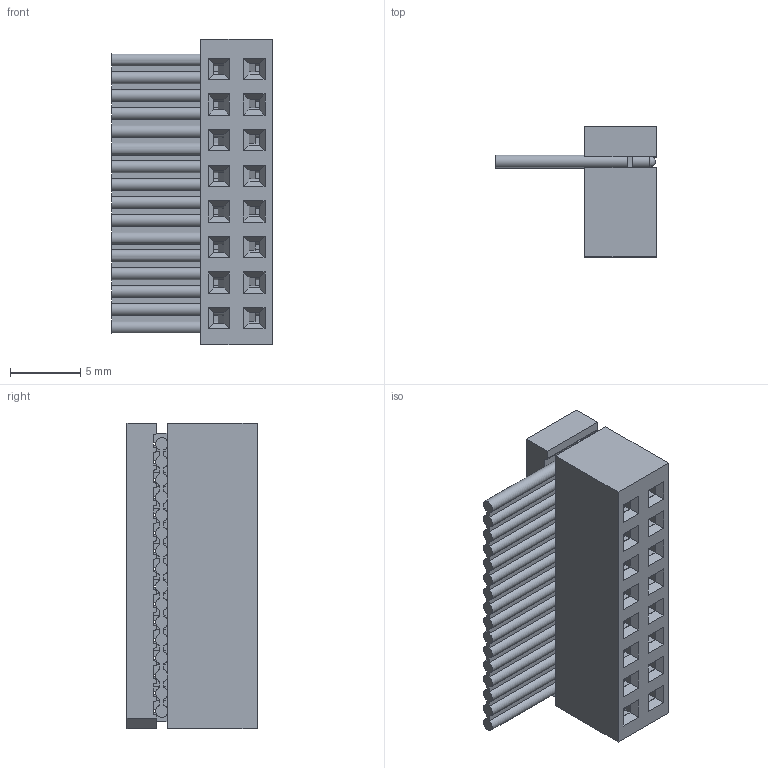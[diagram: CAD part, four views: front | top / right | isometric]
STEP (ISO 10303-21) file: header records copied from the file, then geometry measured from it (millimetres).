
FILE_DESCRIPTION(/* description */ ('STEP AP242','CAx-IF Rec.Pracs.---Representation and Presentation of Product Manufacturing Information (PMI)---4.0---2014-10-13','CAx-IF Rec.Pracs.---3D Tessellated Geometry---0.4---2014-09-14','2;1'),/* implementation_level */ '2;1');
FILE_NAME(/* name */ '63bde380a27027798d91d1e0',/* time_stamp */ '2023-01-10T22:15:30+00:00',/* author */ (''),/* organization */ (''),/* preprocessor_version */ 'ST-DEVELOPER v18.102',/* originating_system */ ' ',/* authorisation */ ' ');
FILE_SCHEMA (('AP242_MANAGED_MODEL_BASED_3D_ENGINEERING_MIM_LF { 1 0 10303 442 1 1 4 }'));
Length unit declared in the file: metre
Products named in the file (5): IDSD-08-S-2_ce; IDSD-08_lb; IDSD-08_ub; IDSD-08_pin_1; IDSD-08_pin
Bounding box: 11.43 x 9.27 x 21.82 mm (x, y, z)
Volume: 921.6 mm3; surface area: 2679.4 mm2
Topology: 5 solids, 5 shells, 1113 faces, 3109 edges, 1988 vertices
Faces by surface type: plane 1026, cylinder 71, sphere 16
Entity records: 35057 total; most frequent: ORIENTED_EDGE 6210, CARTESIAN_POINT 6209, DIRECTION 5543, EDGE_CURVE 3105, LINE 2903, VECTOR 2903, VERTEX_POINT 1986, AXIS2_PLACEMENT_3D 1320
